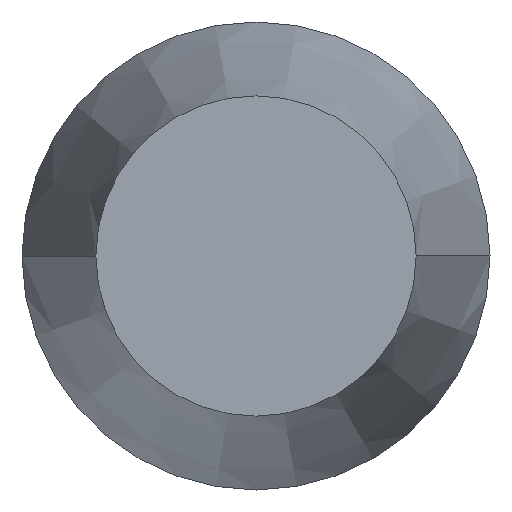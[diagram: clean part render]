
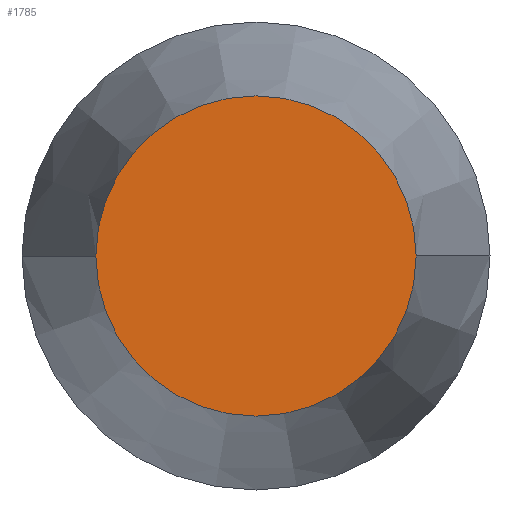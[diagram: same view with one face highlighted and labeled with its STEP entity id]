
A CAD part, front view. The second image highlights one B-rep face of the part: STEP entity #1785.
In plain terms, the highlighted planar face has unit normal (0, -1, 0).
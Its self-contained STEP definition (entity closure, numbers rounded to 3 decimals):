
#4 = CIRCLE ( 'NONE', #1717, 6.5 ) ;
#183 = DIRECTION ( 'NONE',  ( -1., 0., 0. ) ) ;
#332 = VERTEX_POINT ( 'NONE', #1302 ) ;
#429 = CARTESIAN_POINT ( 'NONE',  ( 0., 0., 0. ) ) ;
#458 = ORIENTED_EDGE ( 'NONE', *, *, #1437, .F. ) ;
#482 = EDGE_LOOP ( 'NONE', ( #458, #1237 ) ) ;
#526 = AXIS2_PLACEMENT_3D ( 'NONE', #1434, #890, #183 ) ;
#624 = DIRECTION ( 'NONE',  ( 0., 1., 0. ) ) ;
#721 = PLANE ( 'NONE',  #526 ) ;
#890 = DIRECTION ( 'NONE',  ( 0., 1., 0. ) ) ;
#991 = FACE_OUTER_BOUND ( 'NONE', #482, .T. ) ;
#1031 = DIRECTION ( 'NONE',  ( -1., 0., 0. ) ) ;
#1092 = CIRCLE ( 'NONE', #1408, 6.5 ) ;
#1094 = EDGE_CURVE ( 'NONE', #332, #1324, #1092, .T. ) ;
#1237 = ORIENTED_EDGE ( 'NONE', *, *, #1094, .F. ) ;
#1296 = DIRECTION ( 'NONE',  ( -1., 0., 0. ) ) ;
#1302 = CARTESIAN_POINT ( 'NONE',  ( 6.5, 0., 0. ) ) ;
#1324 = VERTEX_POINT ( 'NONE', #1369 ) ;
#1369 = CARTESIAN_POINT ( 'NONE',  ( -6.5, 0., 0. ) ) ;
#1408 = AXIS2_PLACEMENT_3D ( 'NONE', #1613, #624, #1031 ) ;
#1434 = CARTESIAN_POINT ( 'NONE',  ( 0., 0., 0. ) ) ;
#1437 = EDGE_CURVE ( 'NONE', #1324, #332, #4, .T. ) ;
#1568 = DIRECTION ( 'NONE',  ( 0., 1., 0. ) ) ;
#1613 = CARTESIAN_POINT ( 'NONE',  ( 0., 0., 0. ) ) ;
#1717 = AXIS2_PLACEMENT_3D ( 'NONE', #429, #1568, #1296 ) ;
#1785 = ADVANCED_FACE ( 'NONE', ( #991 ), #721, .F. ) ;
